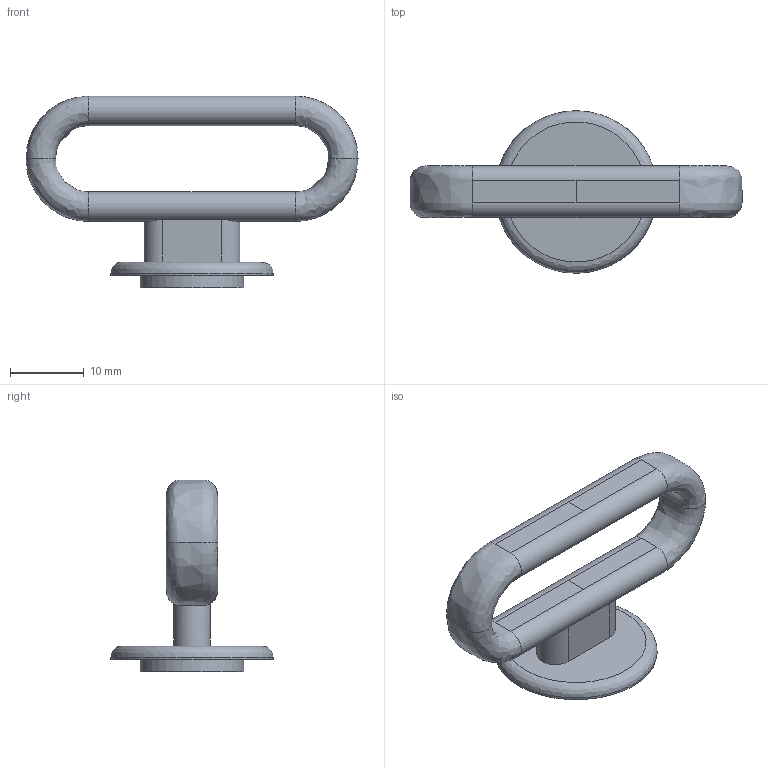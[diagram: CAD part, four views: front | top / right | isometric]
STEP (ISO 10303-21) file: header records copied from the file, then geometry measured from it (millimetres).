
FILE_DESCRIPTION(/* description */ (''),/* implementation_level */ '2;1');
FILE_NAME(/* name */ '7d9d6a7c-1a1a-481c-a419-91d1a8a7edf4.stp',/* time_stamp */ '2020-01-16T16:59:10+00:00',/* author */ (''),/* organization */ (''),/* preprocessor_version */ 'ST-DEVELOPER v18',/* originating_system */ 'Autodesk Translation Framework v8.12.0.6',/* authorisation */ '');
FILE_SCHEMA (('AUTOMOTIVE_DESIGN { 1 0 10303 214 3 1 1 }'));
Length unit declared in the file: millimetre
Products named in the file (2): Hook Large; Large Hook
Assembly tree (1 placements, depth 2):
  Hook Large
    Large Hook
Bounding box: 45 x 22 x 26 mm (x, y, z)
Volume: 3614.6 mm3; surface area: 2772 mm2
Topology: 1 solids, 1 shells, 26 faces, 65 edges, 41 vertices
Faces by surface type: plane 13, cylinder 8, bspline 5
Full cylindrical faces by diameter (mm): 14 x1, 22 x1
Entity records: 1547 total; most frequent: CARTESIAN_POINT 883, ORIENTED_EDGE 130, DIRECTION 125, EDGE_CURVE 65, AXIS2_PLACEMENT_3D 44, VERTEX_POINT 41, LINE 37, VECTOR 37
